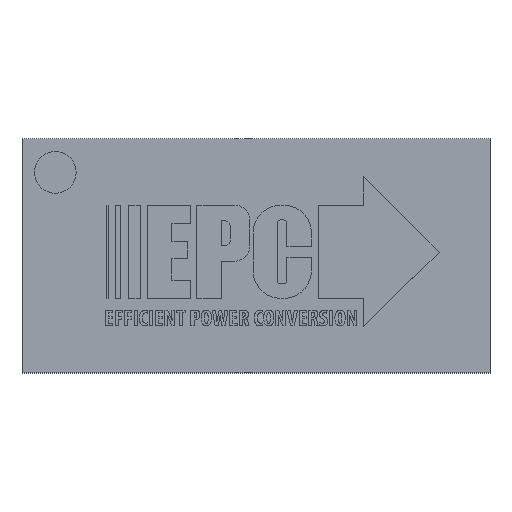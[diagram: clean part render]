
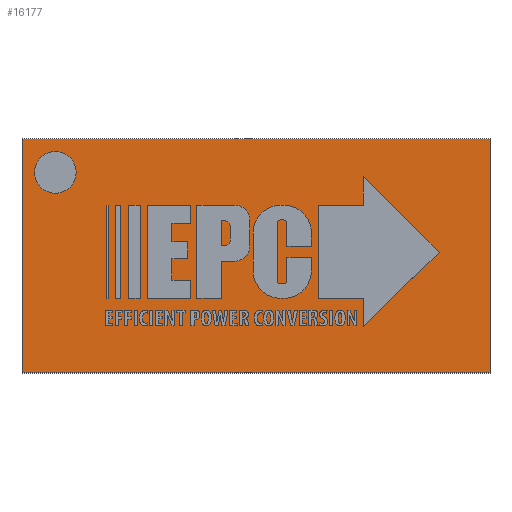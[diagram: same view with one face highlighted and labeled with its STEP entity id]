
A CAD part, top view. The second image highlights one B-rep face of the part: STEP entity #16177.
In plain terms, the highlighted planar face has unit normal (0, 0, 1).
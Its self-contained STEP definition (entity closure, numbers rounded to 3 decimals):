
#16048 = VERTEX_POINT('',#16049);
#16049 = CARTESIAN_POINT('',(1.4,-0.7,0.518));
#16055 = EDGE_CURVE('',#16048,#16056,#16058,.T.);
#16056 = VERTEX_POINT('',#16057);
#16057 = CARTESIAN_POINT('',(-1.4,-0.7,0.518));
#16058 = LINE('',#16059,#16060);
#16059 = CARTESIAN_POINT('',(1.4,-0.7,0.518));
#16060 = VECTOR('',#16061,1.);
#16061 = DIRECTION('',(-1.,0.,0.));
#16086 = EDGE_CURVE('',#16056,#16087,#16089,.T.);
#16087 = VERTEX_POINT('',#16088);
#16088 = CARTESIAN_POINT('',(-1.4,0.7,0.518));
#16089 = LINE('',#16090,#16091);
#16090 = CARTESIAN_POINT('',(-1.4,-0.7,0.518));
#16091 = VECTOR('',#16092,1.);
#16092 = DIRECTION('',(0.,1.,0.));
#16117 = EDGE_CURVE('',#16087,#16118,#16120,.T.);
#16118 = VERTEX_POINT('',#16119);
#16119 = CARTESIAN_POINT('',(1.4,0.7,0.518));
#16120 = LINE('',#16121,#16122);
#16121 = CARTESIAN_POINT('',(-1.4,0.7,0.518));
#16122 = VECTOR('',#16123,1.);
#16123 = DIRECTION('',(1.,0.,0.));
#16148 = EDGE_CURVE('',#16118,#16048,#16149,.T.);
#16149 = LINE('',#16150,#16151);
#16150 = CARTESIAN_POINT('',(1.4,0.7,0.518));
#16151 = VECTOR('',#16152,1.);
#16152 = DIRECTION('',(0.,-1.,0.));
#16177 = ADVANCED_FACE('',(#16178),#16184,.T.);
#16178 = FACE_BOUND('',#16179,.F.);
#16179 = EDGE_LOOP('',(#16180,#16181,#16182,#16183));
#16180 = ORIENTED_EDGE('',*,*,#16055,.T.);
#16181 = ORIENTED_EDGE('',*,*,#16086,.T.);
#16182 = ORIENTED_EDGE('',*,*,#16117,.T.);
#16183 = ORIENTED_EDGE('',*,*,#16148,.T.);
#16184 = PLANE('',#16185);
#16185 = AXIS2_PLACEMENT_3D('',#16186,#16187,#16188);
#16186 = CARTESIAN_POINT('',(1.4,-0.7,0.518));
#16187 = DIRECTION('',(0.,0.,1.));
#16188 = DIRECTION('',(1.,0.,-0.));
